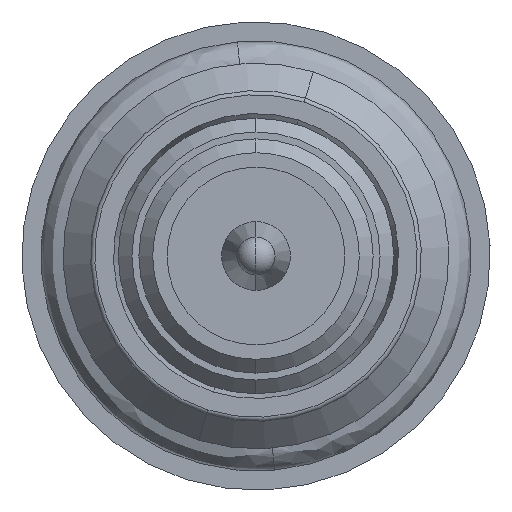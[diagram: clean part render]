
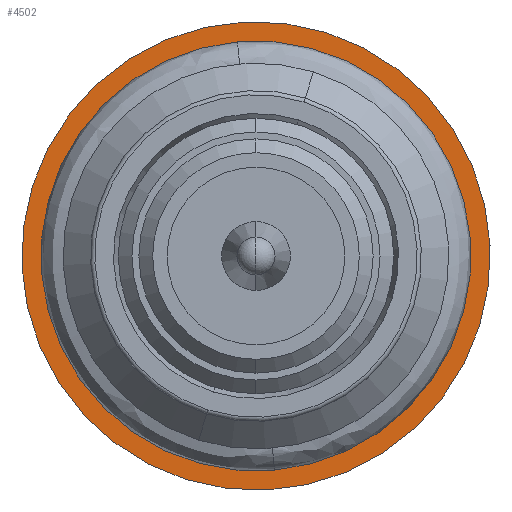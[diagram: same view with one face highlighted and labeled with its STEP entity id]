
A CAD part, front view. The second image highlights one B-rep face of the part: STEP entity #4502.
In plain terms, the highlighted planar face has unit normal (0, -1, 0).
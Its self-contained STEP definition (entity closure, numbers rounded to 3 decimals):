
#1 = CIRCLE ( 'NONE', #6344, 6.425 ) ;
#17 = VERTEX_POINT ( 'NONE', #673 ) ;
#206 = CARTESIAN_POINT ( 'NONE',  ( 2.532, 39.14, 8.114 ) ) ;
#307 = FACE_OUTER_BOUND ( 'NONE', #2610, .T. ) ;
#509 = CIRCLE ( 'NONE', #1863, 8.5 ) ;
#526 = AXIS2_PLACEMENT_3D ( 'NONE', #4288, #4849, #6276 ) ;
#647 = CARTESIAN_POINT ( 'NONE',  ( 0., 39.14, 0. ) ) ;
#673 = CARTESIAN_POINT ( 'NONE',  ( -1.914, 39.14, -6.133 ) ) ;
#731 = DIRECTION ( 'NONE',  ( 0.298, 0., 0.955 ) ) ;
#1050 = ORIENTED_EDGE ( 'NONE', *, *, #3823, .F. ) ;
#1187 = CARTESIAN_POINT ( 'NONE',  ( 0., 39.14, 0. ) ) ;
#1218 = CARTESIAN_POINT ( 'NONE',  ( 8.114, 39.14, -2.532 ) ) ;
#1578 = ORIENTED_EDGE ( 'NONE', *, *, #3061, .T. ) ;
#1678 = PLANE ( 'NONE',  #5437 ) ;
#1729 = VERTEX_POINT ( 'NONE', #3717 ) ;
#1863 = AXIS2_PLACEMENT_3D ( 'NONE', #2244, #5646, #4759 ) ;
#2179 = CIRCLE ( 'NONE', #5102, 8.5 ) ;
#2184 = VERTEX_POINT ( 'NONE', #3004 ) ;
#2244 = CARTESIAN_POINT ( 'NONE',  ( 0., 39.14, 0. ) ) ;
#2420 = ORIENTED_EDGE ( 'NONE', *, *, #3416, .T. ) ;
#2610 = EDGE_LOOP ( 'NONE', ( #5181, #1050 ) ) ;
#2678 = DIRECTION ( 'NONE',  ( 0., 1., 0. ) ) ;
#3004 = CARTESIAN_POINT ( 'NONE',  ( 1.914, 39.14, 6.133 ) ) ;
#3050 = DIRECTION ( 'NONE',  ( -0.298, 0., -0.955 ) ) ;
#3061 = EDGE_CURVE ( 'NONE', #17, #2184, #1, .T. ) ;
#3174 = EDGE_LOOP ( 'NONE', ( #1578, #2420 ) ) ;
#3416 = EDGE_CURVE ( 'NONE', #2184, #17, #4164, .T. ) ;
#3717 = CARTESIAN_POINT ( 'NONE',  ( -2.532, 39.14, -8.114 ) ) ;
#3823 = EDGE_CURVE ( 'NONE', #4389, #1729, #2179, .T. ) ;
#4164 = CIRCLE ( 'NONE', #526, 6.425 ) ;
#4288 = CARTESIAN_POINT ( 'NONE',  ( 0., 39.14, 0. ) ) ;
#4389 = VERTEX_POINT ( 'NONE', #206 ) ;
#4502 = ADVANCED_FACE ( 'NONE', ( #5682, #307 ), #1678, .T. ) ;
#4759 = DIRECTION ( 'NONE',  ( -0.298, 0., -0.955 ) ) ;
#4849 = DIRECTION ( 'NONE',  ( 0., 1., 0. ) ) ;
#5002 = DIRECTION ( 'NONE',  ( 0., 1., 0. ) ) ;
#5102 = AXIS2_PLACEMENT_3D ( 'NONE', #1187, #5002, #3050 ) ;
#5181 = ORIENTED_EDGE ( 'NONE', *, *, #5187, .F. ) ;
#5187 = EDGE_CURVE ( 'NONE', #1729, #4389, #509, .T. ) ;
#5437 = AXIS2_PLACEMENT_3D ( 'NONE', #1218, #6234, #731 ) ;
#5625 = DIRECTION ( 'NONE',  ( -0.298, 0., -0.955 ) ) ;
#5646 = DIRECTION ( 'NONE',  ( 0., 1., 0. ) ) ;
#5682 = FACE_BOUND ( 'NONE', #3174, .T. ) ;
#6234 = DIRECTION ( 'NONE',  ( 0., -1., 0. ) ) ;
#6276 = DIRECTION ( 'NONE',  ( -0.298, 0., -0.955 ) ) ;
#6344 = AXIS2_PLACEMENT_3D ( 'NONE', #647, #2678, #5625 ) ;
